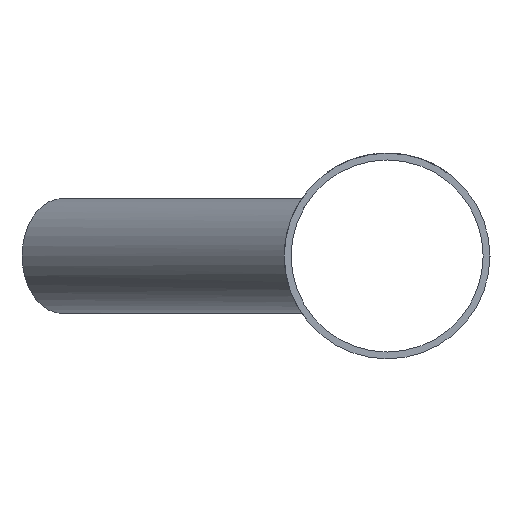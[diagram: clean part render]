
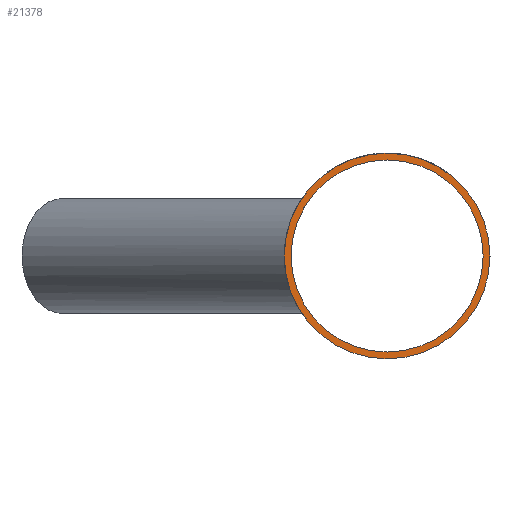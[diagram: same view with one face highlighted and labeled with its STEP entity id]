
A CAD part, left-side view. The second image highlights one B-rep face of the part: STEP entity #21378.
In plain terms, the highlighted planar face has unit normal (-1, 0, 0).
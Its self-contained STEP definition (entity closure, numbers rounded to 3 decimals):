
#1393 = EDGE_LOOP ( 'NONE', ( #2259 ) ) ;
#2259 = ORIENTED_EDGE ( 'NONE', *, *, #26313, .F. ) ;
#3450 = CIRCLE ( 'NONE', #24455, 30.15 ) ;
#3934 = DIRECTION ( 'NONE',  ( -1., 0., 0. ) ) ;
#6948 = FACE_OUTER_BOUND ( 'NONE', #11669, .T. ) ;
#7838 = DIRECTION ( 'NONE',  ( -1., 0., 0. ) ) ;
#8199 = DIRECTION ( 'NONE',  ( 0., 0., 1. ) ) ;
#8569 = EDGE_CURVE ( 'NONE', #12212, #12212, #3450, .T. ) ;
#9478 = CARTESIAN_POINT ( 'NONE',  ( -99., 0., 30.15 ) ) ;
#11289 = ORIENTED_EDGE ( 'NONE', *, *, #8569, .T. ) ;
#11669 = EDGE_LOOP ( 'NONE', ( #11289 ) ) ;
#11866 = CARTESIAN_POINT ( 'NONE',  ( -99., 0., 28.15 ) ) ;
#12212 = VERTEX_POINT ( 'NONE', #9478 ) ;
#12411 = DIRECTION ( 'NONE',  ( 0., 0., 1. ) ) ;
#15670 = DIRECTION ( 'NONE',  ( 0., 0., 1. ) ) ;
#18007 = CIRCLE ( 'NONE', #21581, 28.15 ) ;
#18912 = CARTESIAN_POINT ( 'NONE',  ( -99., 0., 0. ) ) ;
#19509 = FACE_BOUND ( 'NONE', #1393, .T. ) ;
#19634 = CARTESIAN_POINT ( 'NONE',  ( -99., 0., 0. ) ) ;
#21003 = PLANE ( 'NONE',  #27724 ) ;
#21378 = ADVANCED_FACE ( 'NONE', ( #19509, #6948 ), #21003, .T. ) ;
#21581 = AXIS2_PLACEMENT_3D ( 'NONE', #25216, #7838, #12411 ) ;
#22740 = VERTEX_POINT ( 'NONE', #11866 ) ;
#24455 = AXIS2_PLACEMENT_3D ( 'NONE', #19634, #26472, #15670 ) ;
#25216 = CARTESIAN_POINT ( 'NONE',  ( -99., 0., 0. ) ) ;
#26313 = EDGE_CURVE ( 'NONE', #22740, #22740, #18007, .T. ) ;
#26472 = DIRECTION ( 'NONE',  ( -1., 0., 0. ) ) ;
#27724 = AXIS2_PLACEMENT_3D ( 'NONE', #18912, #3934, #8199 ) ;
